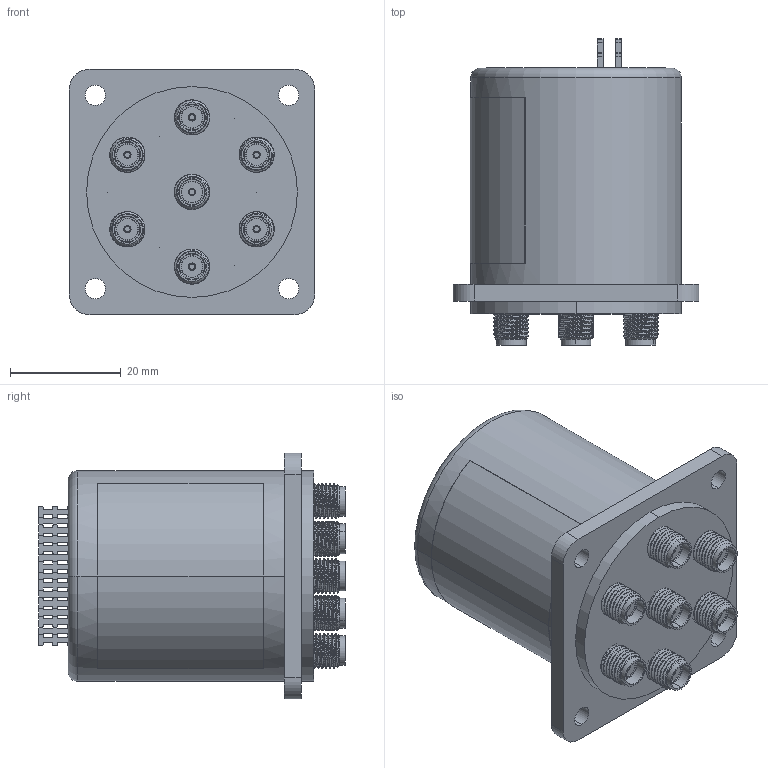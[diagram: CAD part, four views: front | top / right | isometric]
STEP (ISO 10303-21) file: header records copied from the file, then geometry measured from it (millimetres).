
FILE_DESCRIPTION (( 'STEP AP214' ), '1' );
FILE_NAME ('FMSW6626_3D.step', '2025-01-08T23:32:06', ( '' ), ( '' ), 'SwSTEP 2.0', 'SolidWorks 2022', '' );
FILE_SCHEMA (( 'AUTOMOTIVE_DESIGN' ));
Length unit declared in the file: inch
Products named in the file (6): TBASY_defeature^A16+Terminalassy_FMSW6626; A16+Terminalassy^FMSW6626; A16029Y01^FMSW6626; R040044_-002^A16+Terminalassy_FMSW6626; FMSW6626_3D; A16021002-e360^FMSW6626
Assembly tree (11 placements, depth 3):
  FMSW6626_3D
    A16+Terminalassy^FMSW6626
      R040044_-002^A16+Terminalassy_FMSW6626
      TBASY_defeature^A16+Terminalassy_FMSW6626
    A16021002-e360^FMSW6626
    A16029Y01^FMSW6626  x7
Bounding box: 44.45 x 55.39 x 44.45 mm (x, y, z)
Volume: 16761.1 mm3; surface area: 20899.2 mm2
Topology: 17 solids, 23 shells, 1228 faces, 3187 edges, 2097 vertices
Faces by surface type: plane 580, cylinder 520, cone 75, torus 32, bspline 21
Entity records: 27280 total; most frequent: CARTESIAN_POINT 7278, DIRECTION 4132, ORIENTED_EDGE 4130, EDGE_CURVE 2065, VECTOR 1450, LINE 1450, VERTEX_POINT 1371, AXIS2_PLACEMENT_3D 1341
